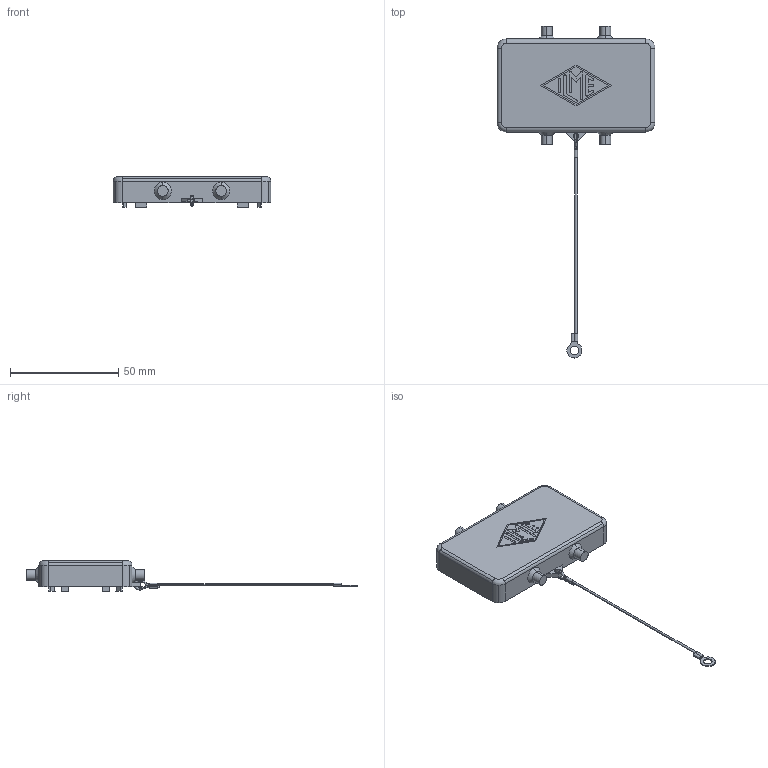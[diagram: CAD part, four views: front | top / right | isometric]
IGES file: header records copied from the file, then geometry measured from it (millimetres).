
Global section: file name: No Iges File Name specified; native system: AutoDesk Inventor R6.1; preprocessor: AutoDesk Inventor Iges Exporter R6.1; author: No Author specified; organization: No Organization specified; date: 20061213.102307; units: millimetre
Bounding box: 73 x 153.49 x 14 mm (x, y, z)
Volume: 19059 mm3; surface area: 11767.7 mm2
Topology: 2 solids, 2 shells, 222 faces, 577 edges, 372 vertices
Faces by surface type: plane 93, cylinder 49, bspline 38, revolution 24, torus 14, cone 4
